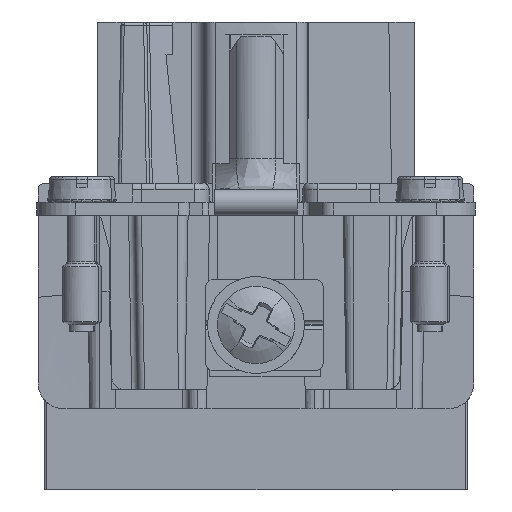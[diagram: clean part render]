
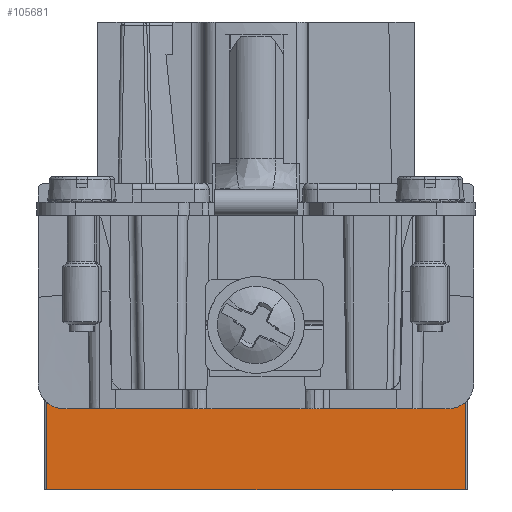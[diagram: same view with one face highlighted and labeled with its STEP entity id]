
A CAD part, front view. The second image highlights one B-rep face of the part: STEP entity #105681.
In plain terms, the highlighted planar face has unit normal (0, -1, 0).
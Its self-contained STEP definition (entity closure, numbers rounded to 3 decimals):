
#32913=AXIS2_PLACEMENT_3D('Circle Axis2P3D',#32911,#32912,$) ;
#32920=AXIS2_PLACEMENT_3D('Circle Axis2P3D',#32918,#32919,$) ;
#33010=AXIS2_PLACEMENT_3D('Circle Axis2P3D',#33008,#33009,$) ;
#33017=AXIS2_PLACEMENT_3D('Circle Axis2P3D',#33015,#33016,$) ;
#33032=AXIS2_PLACEMENT_3D('Plane Axis2P3D',#33029,#33030,#33031) ;
#16086=CARTESIAN_POINT('Line Origine',(17.,15.35,0.)) ;
#16090=CARTESIAN_POINT('Vertex',(33.232,15.35,0.)) ;
#16092=CARTESIAN_POINT('Vertex',(0.768,15.35,0.)) ;
#19689=CARTESIAN_POINT('Line Origine',(0.768,15.35,8.3)) ;
#19693=CARTESIAN_POINT('Vertex',(0.768,15.35,6.808)) ;
#24379=CARTESIAN_POINT('Vertex',(33.232,15.35,6.808)) ;
#24382=CARTESIAN_POINT('Line Origine',(33.232,15.35,8.3)) ;
#32714=CARTESIAN_POINT('Vertex',(2.1,15.35,6.3)) ;
#32717=CARTESIAN_POINT('Line Origine',(9.275,15.35,6.3)) ;
#32721=CARTESIAN_POINT('Vertex',(16.45,15.35,6.3)) ;
#32724=CARTESIAN_POINT('Line Origine',(19.8,15.35,6.3)) ;
#32728=CARTESIAN_POINT('Vertex',(23.15,15.35,6.3)) ;
#32731=CARTESIAN_POINT('Line Origine',(27.525,15.35,6.3)) ;
#32735=CARTESIAN_POINT('Vertex',(31.9,15.35,6.3)) ;
#32911=CARTESIAN_POINT('Axis2P3D Location',(31.9,15.35,8.3)) ;
#32915=CARTESIAN_POINT('Vertex',(32.432,15.35,6.372)) ;
#32918=CARTESIAN_POINT('Axis2P3D Location',(31.9,15.35,8.3)) ;
#33008=CARTESIAN_POINT('Axis2P3D Location',(2.1,15.35,8.3)) ;
#33012=CARTESIAN_POINT('Vertex',(1.568,15.35,6.372)) ;
#33015=CARTESIAN_POINT('Axis2P3D Location',(2.1,15.35,8.3)) ;
#33029=CARTESIAN_POINT('Axis2P3D Location',(17.,15.35,23.8)) ;
#16087=DIRECTION('Vector Direction',(-1.,0.,0.)) ;
#19690=DIRECTION('Vector Direction',(0.,0.,-1.)) ;
#24383=DIRECTION('Vector Direction',(0.,0.,-1.)) ;
#32718=DIRECTION('Vector Direction',(1.,0.,0.)) ;
#32725=DIRECTION('Vector Direction',(1.,0.,0.)) ;
#32732=DIRECTION('Vector Direction',(1.,0.,0.)) ;
#32912=DIRECTION('Axis2P3D Direction',(0.,1.,0.)) ;
#32919=DIRECTION('Axis2P3D Direction',(0.,1.,0.)) ;
#33009=DIRECTION('Axis2P3D Direction',(0.,-1.,0.)) ;
#33016=DIRECTION('Axis2P3D Direction',(0.,-1.,0.)) ;
#33030=DIRECTION('Axis2P3D Direction',(0.,1.,0.)) ;
#33031=DIRECTION('Axis2P3D XDirection',(-1.,0.,0.)) ;
#16088=VECTOR('Line Direction',#16087,1.) ;
#19691=VECTOR('Line Direction',#19690,1.) ;
#24384=VECTOR('Line Direction',#24383,1.) ;
#32719=VECTOR('Line Direction',#32718,1.) ;
#32726=VECTOR('Line Direction',#32725,1.) ;
#32733=VECTOR('Line Direction',#32732,1.) ;
#105670=ORIENTED_EDGE('',*,*,#33019,.F.) ;
#105671=ORIENTED_EDGE('',*,*,#33014,.F.) ;
#105672=ORIENTED_EDGE('',*,*,#19695,.T.) ;
#105673=ORIENTED_EDGE('',*,*,#16094,.F.) ;
#105674=ORIENTED_EDGE('',*,*,#24386,.T.) ;
#105675=ORIENTED_EDGE('',*,*,#32922,.F.) ;
#105676=ORIENTED_EDGE('',*,*,#32917,.F.) ;
#105677=ORIENTED_EDGE('',*,*,#32737,.F.) ;
#105678=ORIENTED_EDGE('',*,*,#32730,.F.) ;
#105679=ORIENTED_EDGE('',*,*,#32723,.F.) ;
#105681=ADVANCED_FACE('Hauptk\X2\00F6\X0\rper',(#105680),#33033,.F.) ;
#32914=CIRCLE('generated circle',#32913,2.) ;
#32921=CIRCLE('generated circle',#32920,2.) ;
#33011=CIRCLE('generated circle',#33010,2.) ;
#33018=CIRCLE('generated circle',#33017,2.) ;
#16094=EDGE_CURVE('',#16091,#16093,#16089,.T.) ;
#19695=EDGE_CURVE('',#19694,#16093,#19692,.T.) ;
#24386=EDGE_CURVE('',#16091,#24380,#24385,.F.) ;
#32723=EDGE_CURVE('',#32715,#32722,#32720,.T.) ;
#32730=EDGE_CURVE('',#32722,#32729,#32727,.T.) ;
#32737=EDGE_CURVE('',#32729,#32736,#32734,.T.) ;
#32917=EDGE_CURVE('',#32736,#32916,#32914,.F.) ;
#32922=EDGE_CURVE('',#32916,#24380,#32921,.F.) ;
#33014=EDGE_CURVE('',#19694,#33013,#33011,.T.) ;
#33019=EDGE_CURVE('',#33013,#32715,#33018,.T.) ;
#105669=EDGE_LOOP('',(#105670,#105671,#105672,#105673,#105674,#105675,#105676,#105677,#105678,#105679)) ;
#105680=FACE_OUTER_BOUND('',#105669,.T.) ;
#16089=LINE('Line',#16086,#16088) ;
#19692=LINE('Line',#19689,#19691) ;
#24385=LINE('Line',#24382,#24384) ;
#32720=LINE('Line',#32717,#32719) ;
#32727=LINE('Line',#32724,#32726) ;
#32734=LINE('Line',#32731,#32733) ;
#33033=PLANE('',#33032) ;
#16091=VERTEX_POINT('',#16090) ;
#16093=VERTEX_POINT('',#16092) ;
#19694=VERTEX_POINT('',#19693) ;
#24380=VERTEX_POINT('',#24379) ;
#32715=VERTEX_POINT('',#32714) ;
#32722=VERTEX_POINT('',#32721) ;
#32729=VERTEX_POINT('',#32728) ;
#32736=VERTEX_POINT('',#32735) ;
#32916=VERTEX_POINT('',#32915) ;
#33013=VERTEX_POINT('',#33012) ;
